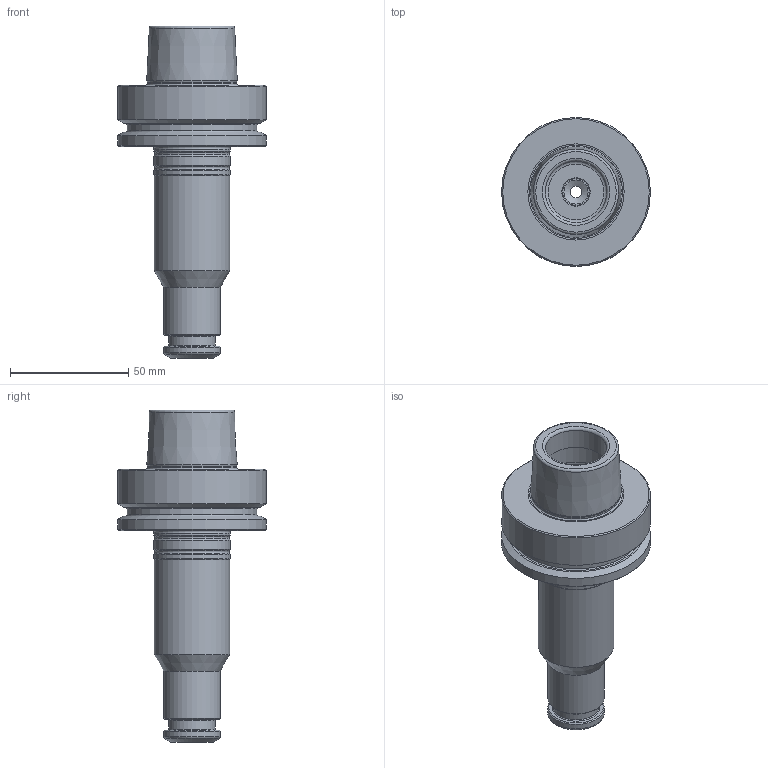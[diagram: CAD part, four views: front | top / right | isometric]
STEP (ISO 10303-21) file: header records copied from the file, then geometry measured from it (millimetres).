
FILE_DESCRIPTION(/* description */ (''),/* implementation_level */ '2;1');
FILE_NAME(/* name */ '456371565.stp',/* time_stamp */ '2021-01-08T12:25:14',/* author */ ('LRA'),/* organization */ ('REGO-FIX'),/* preprocessor_version */ ' Unknown',/* originating_system */ 'SIEMENS PLM Software Solid Edge ST10',/* authorization */ 'Unknown');
FILE_SCHEMA (('AUTOMOTIVE_DESIGN { 1 0 10303 214 2 1 1}'));
Length unit declared in the file: millimetre
Products named in the file (1): NOCUT
Bounding box: 63 x 63 x 140.5 mm (x, y, z)
Volume: 129772.3 mm3; surface area: 29929 mm2
Topology: 1 solids, 1 shells, 68 faces, 134 edges, 77 vertices
Faces by surface type: cone 23, cylinder 18, torus 16, plane 11
Full cylindrical faces by diameter (mm): 5 x1, 10 x1, 12 x1, 15 x1, 19.5 x1, 24 x2, 26 x2, 32 x2, 32.5 x3, 38.009 x1, 55 x1, 63 x2
Entity records: 1882 total; most frequent: DIRECTION 280, CARTESIAN_POINT 208, AXIS2_PLACEMENT_3D 140, ORIENTED_EDGE 136, EDGE_LOOP 136, FACE_BOUND 136, EDGE_CURVE 68, VERTEX_POINT 68
